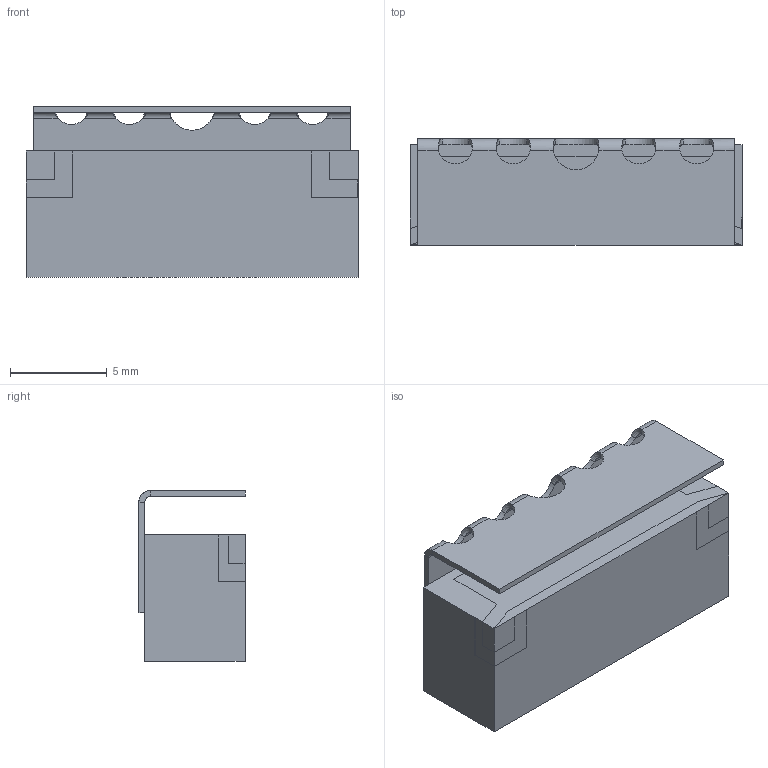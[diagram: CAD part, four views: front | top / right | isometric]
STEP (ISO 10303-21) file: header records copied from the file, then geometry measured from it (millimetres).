
FILE_DESCRIPTION(('STEP AP203'), '1');
FILE_NAME('ÍØÁÀ.434834.009-12.01_Ôèëüòð ÔÊÏ1-209-12-1,54-40', '', ('UNSPECIFIED'), ('UNSPECIFIED'), 'ASCON STEP Converter 1.6', 'ASCON Math Kernel', '');
FILE_SCHEMA(('CONFIG_CONTROL_DESIGN'));
Length unit declared in the file: millimetre
Products named in the file (1): НШБА.434834.009-12.01_Фильтр ФКП1-209-12-1,54-40
Bounding box: 17.2 x 5.5 x 8.85 mm (x, y, z)
Volume: 637.4 mm3; surface area: 709.7 mm2
Topology: 1 solids, 1 shells, 361 faces, 965 edges, 626 vertices
Faces by surface type: plane 264, bspline 69, cylinder 28
Entity records: 20072 total; most frequent: CARTESIAN_POINT 8690, ORIENTED_EDGE 1930, DIRECTION 1397, EDGE_CURVE 965, LINE 739, VECTOR 739, VERTEX_POINT 626, FACE_BOUND 391
